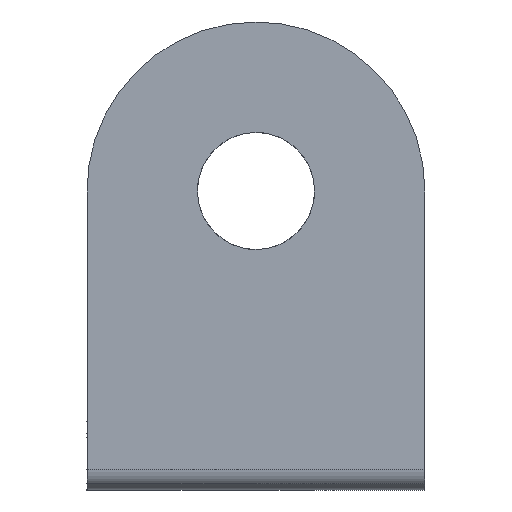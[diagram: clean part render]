
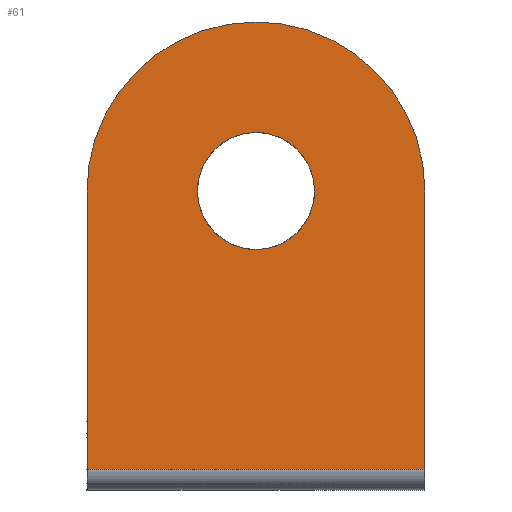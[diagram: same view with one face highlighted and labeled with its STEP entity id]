
A CAD part, front view. The second image highlights one B-rep face of the part: STEP entity #61.
In plain terms, the highlighted planar face has unit normal (0, -1, 0).
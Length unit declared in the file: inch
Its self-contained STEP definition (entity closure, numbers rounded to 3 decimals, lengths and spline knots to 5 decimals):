
#61=ADVANCED_FACE('',(#145,#146),#147,.F.);
#145=FACE_OUTER_BOUND('',#262,.T.);
#146=FACE_BOUND('',#263,.T.);
#147=PLANE('',#264);
#262=EDGE_LOOP('',(#478,#479,#480,#481,#482));
#263=EDGE_LOOP('',(#483,#484,#485,#486));
#264=AXIS2_PLACEMENT_3D('',#487,#488,#489);
#478=ORIENTED_EDGE('',*,*,#736,.F.);
#479=ORIENTED_EDGE('',*,*,#737,.T.);
#480=ORIENTED_EDGE('',*,*,#728,.T.);
#481=ORIENTED_EDGE('',*,*,#738,.T.);
#482=ORIENTED_EDGE('',*,*,#739,.F.);
#483=ORIENTED_EDGE('',*,*,#740,.F.);
#484=ORIENTED_EDGE('',*,*,#741,.F.);
#485=ORIENTED_EDGE('',*,*,#742,.F.);
#486=ORIENTED_EDGE('',*,*,#743,.F.);
#487=CARTESIAN_POINT('',(0.8125,0.,0.125));
#488=DIRECTION('',(0.,1.0,0.));
#489=DIRECTION('',(0.0,0.,1.0));
#728=EDGE_CURVE('',#854,#852,#855,.T.);
#736=EDGE_CURVE('',#867,#868,#869,.T.);
#737=EDGE_CURVE('',#867,#854,#870,.T.);
#738=EDGE_CURVE('',#852,#871,#872,.T.);
#739=EDGE_CURVE('',#868,#871,#873,.T.);
#740=EDGE_CURVE('',#874,#875,#876,.T.);
#741=EDGE_CURVE('',#877,#874,#878,.T.);
#742=EDGE_CURVE('',#879,#877,#880,.T.);
#743=EDGE_CURVE('',#875,#879,#881,.T.);
#852=VERTEX_POINT('',#1038);
#854=VERTEX_POINT('',#1041);
#855=B_SPLINE_CURVE_WITH_KNOTS('',3,(#1042,#1043,#1044,#1045),.UNSPECIFIED.,.F.,.F.,(4,4),(0.0,1.0),.UNSPECIFIED.);
#867=VERTEX_POINT('',#1060);
#868=VERTEX_POINT('',#1061);
#869=LINE('',#1062,#1063);
#870=LINE('',#1064,#1065);
#871=VERTEX_POINT('',#1066);
#872=B_SPLINE_CURVE_WITH_KNOTS('',3,(#1067,#1068,#1069,#1070),.UNSPECIFIED.,.F.,.F.,(4,4),(0.0,1.0),.UNSPECIFIED.);
#873=LINE('',#1071,#1072);
#874=VERTEX_POINT('',#1073);
#875=VERTEX_POINT('',#1074);
#876=B_SPLINE_CURVE_WITH_KNOTS('',3,(#1075,#1076,#1077,#1078),.UNSPECIFIED.,.F.,.F.,(4,4),(0.0,1.0),.UNSPECIFIED.);
#877=VERTEX_POINT('',#1079);
#878=B_SPLINE_CURVE_WITH_KNOTS('',3,(#1080,#1081,#1082,#1083),.UNSPECIFIED.,.F.,.F.,(4,4),(0.0,1.0),.UNSPECIFIED.);
#879=VERTEX_POINT('',#1084);
#880=B_SPLINE_CURVE_WITH_KNOTS('',3,(#1085,#1086,#1087,#1088),.UNSPECIFIED.,.F.,.F.,(4,4),(0.0,1.0),.UNSPECIFIED.);
#881=B_SPLINE_CURVE_WITH_KNOTS('',3,(#1089,#1090,#1091,#1092),.UNSPECIFIED.,.F.,.F.,(4,4),(0.0,1.0),.UNSPECIFIED.);
#1038=CARTESIAN_POINT('',(0.8125,0.,2.25));
#1041=CARTESIAN_POINT('',(1.625,0.,1.4375));
#1042=CARTESIAN_POINT('',(1.625,0.,1.4375));
#1043=CARTESIAN_POINT('',(1.625,0.,1.88623));
#1044=CARTESIAN_POINT('',(1.26124,0.,2.25));
#1045=CARTESIAN_POINT('',(0.8125,0.,2.25));
#1060=CARTESIAN_POINT('',(1.625,0.,0.1));
#1061=CARTESIAN_POINT('',(0.0,0.,0.1));
#1062=CARTESIAN_POINT('',(0.8125,0.,0.1));
#1063=VECTOR('',#1362,1.0);
#1064=CARTESIAN_POINT('',(1.625,0.0,0.0));
#1065=VECTOR('',#1363,1.0);
#1066=CARTESIAN_POINT('',(0.0,0.,1.4375));
#1067=CARTESIAN_POINT('',(0.8125,0.,2.25));
#1068=CARTESIAN_POINT('',(0.36377,0.,2.25));
#1069=CARTESIAN_POINT('',(0.0,0.,1.88623));
#1070=CARTESIAN_POINT('',(0.0,0.,1.4375));
#1071=CARTESIAN_POINT('',(0.0,0.0,0.0));
#1072=VECTOR('',#1364,1.0);
#1073=CARTESIAN_POINT('',(0.8125,0.,1.15626));
#1074=CARTESIAN_POINT('',(1.09375,0.,1.4375));
#1075=CARTESIAN_POINT('',(0.8125,0.,1.15626));
#1076=CARTESIAN_POINT('',(0.96783,0.,1.15626));
#1077=CARTESIAN_POINT('',(1.09375,0.,1.28217));
#1078=CARTESIAN_POINT('',(1.09375,0.,1.4375));
#1079=CARTESIAN_POINT('',(0.53125,0.,1.4375));
#1080=CARTESIAN_POINT('',(0.53125,0.,1.4375));
#1081=CARTESIAN_POINT('',(0.53125,0.,1.28217));
#1082=CARTESIAN_POINT('',(0.65717,0.,1.15626));
#1083=CARTESIAN_POINT('',(0.8125,0.,1.15626));
#1084=CARTESIAN_POINT('',(0.8125,0.,1.71875));
#1085=CARTESIAN_POINT('',(0.8125,0.,1.71875));
#1086=CARTESIAN_POINT('',(0.65717,0.,1.71875));
#1087=CARTESIAN_POINT('',(0.53125,0.,1.59283));
#1088=CARTESIAN_POINT('',(0.53125,0.,1.4375));
#1089=CARTESIAN_POINT('',(1.09375,0.,1.4375));
#1090=CARTESIAN_POINT('',(1.09375,0.,1.59283));
#1091=CARTESIAN_POINT('',(0.96783,0.,1.71875));
#1092=CARTESIAN_POINT('',(0.8125,0.,1.71875));
#1362=DIRECTION('',(-1.0,0.,0.));
#1363=DIRECTION('',(0.0,0.,1.0));
#1364=DIRECTION('',(0.0,0.,1.0));
